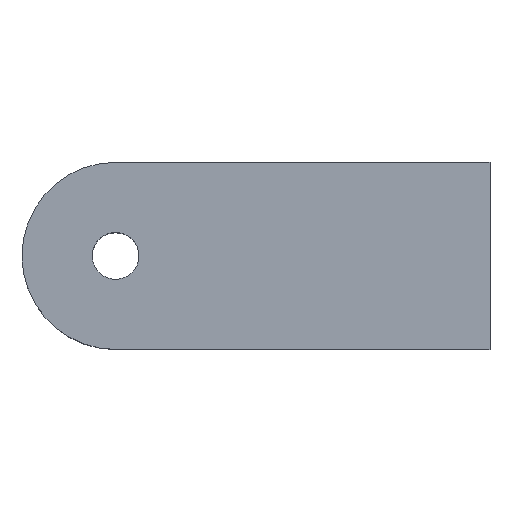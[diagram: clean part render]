
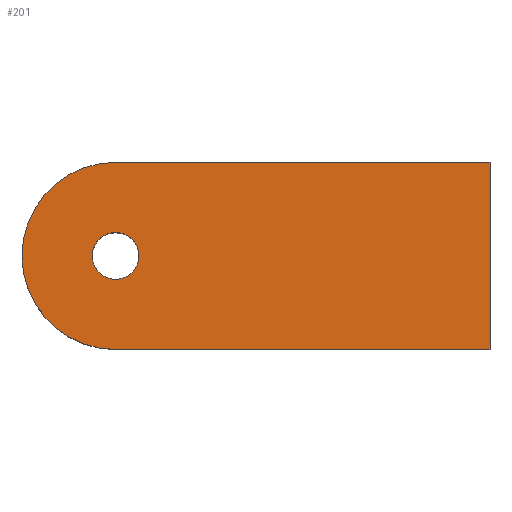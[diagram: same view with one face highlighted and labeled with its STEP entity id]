
A CAD part, top view. The second image highlights one B-rep face of the part: STEP entity #201.
In plain terms, the highlighted planar face has unit normal (0, 0, 1).
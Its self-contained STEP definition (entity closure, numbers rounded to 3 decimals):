
#6 = DIRECTION ( 'NONE',  ( -1., 0., 0. ) ) ;
#15 = PLANE ( 'NONE',  #299 ) ;
#20 = CARTESIAN_POINT ( 'NONE',  ( -20., -0.496, 5. ) ) ;
#23 = EDGE_CURVE ( 'NONE', #243, #180, #148, .T. ) ;
#35 = CARTESIAN_POINT ( 'NONE',  ( 0., 4.504, 5. ) ) ;
#37 = ORIENTED_EDGE ( 'NONE', *, *, #144, .T. ) ;
#60 = EDGE_CURVE ( 'NONE', #61, #206, #139, .T. ) ;
#61 = VERTEX_POINT ( 'NONE', #253 ) ;
#62 = CARTESIAN_POINT ( 'NONE',  ( 0., 4.504, 5. ) ) ;
#68 = ORIENTED_EDGE ( 'NONE', *, *, #23, .T. ) ;
#76 = LINE ( 'NONE', #35, #114 ) ;
#77 = EDGE_CURVE ( 'NONE', #180, #243, #170, .T. ) ;
#108 = DIRECTION ( 'NONE',  ( -1., 0., 0. ) ) ;
#114 = VECTOR ( 'NONE', #108, 1000. ) ;
#120 = EDGE_CURVE ( 'NONE', #220, #270, #271, .T. ) ;
#122 = AXIS2_PLACEMENT_3D ( 'NONE', #134, #158, #374 ) ;
#134 = CARTESIAN_POINT ( 'NONE',  ( -20., -0.496, 5. ) ) ;
#138 = DIRECTION ( 'NONE',  ( 1., 0., 0. ) ) ;
#139 = CIRCLE ( 'NONE', #122, 5. ) ;
#142 = DIRECTION ( 'NONE',  ( 0., 0., 1. ) ) ;
#144 = EDGE_CURVE ( 'NONE', #206, #361, #313, .T. ) ;
#148 = CIRCLE ( 'NONE', #182, 1.25 ) ;
#151 = CARTESIAN_POINT ( 'NONE',  ( -18.75, -0.496, 5. ) ) ;
#155 = ORIENTED_EDGE ( 'NONE', *, *, #60, .T. ) ;
#158 = DIRECTION ( 'NONE',  ( 0., 0., 1. ) ) ;
#168 = CARTESIAN_POINT ( 'NONE',  ( -20., -0.496, 5. ) ) ;
#170 = CIRCLE ( 'NONE', #204, 1.25 ) ;
#172 = EDGE_CURVE ( 'NONE', #270, #61, #76, .T. ) ;
#178 = EDGE_LOOP ( 'NONE', ( #68, #276 ) ) ;
#180 = VERTEX_POINT ( 'NONE', #151 ) ;
#182 = AXIS2_PLACEMENT_3D ( 'NONE', #194, #303, #254 ) ;
#184 = DIRECTION ( 'NONE',  ( 0., 1., 0. ) ) ;
#187 = DIRECTION ( 'NONE',  ( 0., 0., 1. ) ) ;
#194 = CARTESIAN_POINT ( 'NONE',  ( -20., -0.496, 5. ) ) ;
#195 = FACE_OUTER_BOUND ( 'NONE', #216, .T. ) ;
#198 = AXIS2_PLACEMENT_3D ( 'NONE', #20, #142, #268 ) ;
#201 = ADVANCED_FACE ( 'NONE', ( #281, #195 ), #15, .T. ) ;
#204 = AXIS2_PLACEMENT_3D ( 'NONE', #219, #311, #6 ) ;
#206 = VERTEX_POINT ( 'NONE', #285 ) ;
#208 = VECTOR ( 'NONE', #138, 1000. ) ;
#216 = EDGE_LOOP ( 'NONE', ( #357, #354, #155, #37, #367 ) ) ;
#219 = CARTESIAN_POINT ( 'NONE',  ( -20., -0.496, 5. ) ) ;
#220 = VERTEX_POINT ( 'NONE', #347 ) ;
#227 = CARTESIAN_POINT ( 'NONE',  ( -20., -5.496, 5. ) ) ;
#243 = VERTEX_POINT ( 'NONE', #300 ) ;
#253 = CARTESIAN_POINT ( 'NONE',  ( -20., 4.504, 5. ) ) ;
#254 = DIRECTION ( 'NONE',  ( -1., 0., 0. ) ) ;
#255 = LINE ( 'NONE', #227, #208 ) ;
#259 = DIRECTION ( 'NONE',  ( 1., 0., 0. ) ) ;
#268 = DIRECTION ( 'NONE',  ( 1., 0., 0. ) ) ;
#270 = VERTEX_POINT ( 'NONE', #286 ) ;
#271 = LINE ( 'NONE', #62, #379 ) ;
#276 = ORIENTED_EDGE ( 'NONE', *, *, #77, .T. ) ;
#281 = FACE_BOUND ( 'NONE', #178, .T. ) ;
#282 = EDGE_CURVE ( 'NONE', #361, #220, #255, .T. ) ;
#285 = CARTESIAN_POINT ( 'NONE',  ( -25., -0.496, 5. ) ) ;
#286 = CARTESIAN_POINT ( 'NONE',  ( 0., 4.504, 5. ) ) ;
#299 = AXIS2_PLACEMENT_3D ( 'NONE', #168, #187, #259 ) ;
#300 = CARTESIAN_POINT ( 'NONE',  ( -21.25, -0.496, 5. ) ) ;
#303 = DIRECTION ( 'NONE',  ( 0., 0., -1. ) ) ;
#311 = DIRECTION ( 'NONE',  ( 0., 0., -1. ) ) ;
#313 = CIRCLE ( 'NONE', #198, 5. ) ;
#317 = CARTESIAN_POINT ( 'NONE',  ( -20., -5.496, 5. ) ) ;
#347 = CARTESIAN_POINT ( 'NONE',  ( 0., -5.496, 5. ) ) ;
#354 = ORIENTED_EDGE ( 'NONE', *, *, #172, .T. ) ;
#357 = ORIENTED_EDGE ( 'NONE', *, *, #120, .T. ) ;
#361 = VERTEX_POINT ( 'NONE', #317 ) ;
#367 = ORIENTED_EDGE ( 'NONE', *, *, #282, .T. ) ;
#374 = DIRECTION ( 'NONE',  ( 1., 0., 0. ) ) ;
#379 = VECTOR ( 'NONE', #184, 1000. ) ;
